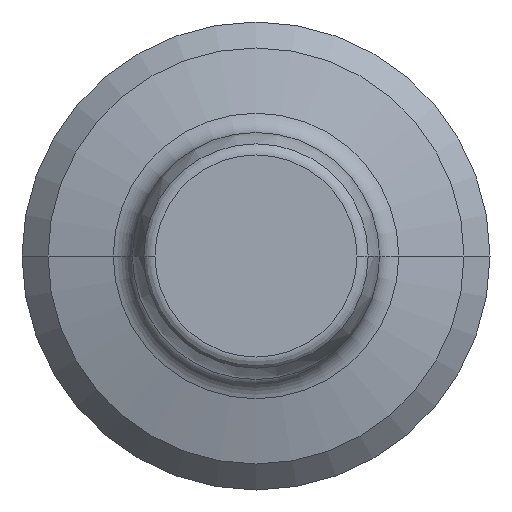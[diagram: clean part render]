
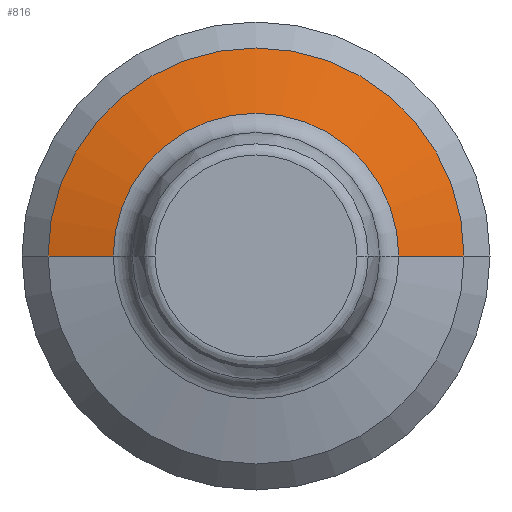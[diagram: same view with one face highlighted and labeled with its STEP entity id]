
A CAD part, front view. The second image highlights one B-rep face of the part: STEP entity #816.
In plain terms, the highlighted conical face has half-angle 75 degrees and reference radius 6.746 mm.
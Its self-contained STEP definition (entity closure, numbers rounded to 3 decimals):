
#282=CARTESIAN_POINT('',(0.,-2.309,0.));
#283=DIRECTION('',(0.,-1.,0.));
#284=DIRECTION('',(1.,0.,0.));
#285=AXIS2_PLACEMENT_3D('',#282,#283,#284);
#287=CARTESIAN_POINT('',(0.,-2.982,0.));
#288=DIRECTION('',(0.,-1.,0.));
#289=DIRECTION('',(1.,0.,0.));
#290=AXIS2_PLACEMENT_3D('',#287,#288,#289);
#292=DIRECTION('',(0.966,0.259,0.));
#293=VECTOR('',#292,2.597);
#294=CARTESIAN_POINT('',(5.491,-2.982,0.));
#295=LINE('',#294,#293);
#296=DIRECTION('',(-0.966,0.259,0.));
#297=VECTOR('',#296,2.597);
#298=CARTESIAN_POINT('',(-5.491,-2.982,0.));
#299=LINE('',#298,#297);
#412=CARTESIAN_POINT('',(5.491,-2.982,0.));
#413=VERTEX_POINT('',#412);
#414=CARTESIAN_POINT('',(8.,-2.309,0.));
#415=VERTEX_POINT('',#414);
#431=CARTESIAN_POINT('',(-5.491,-2.982,0.));
#432=VERTEX_POINT('',#431);
#433=CARTESIAN_POINT('',(-8.,-2.309,0.));
#434=VERTEX_POINT('',#433);
#802=CARTESIAN_POINT('',(0.,-2.645,0.));
#803=DIRECTION('',(0.,1.,0.));
#804=DIRECTION('',(1.,0.,0.));
#805=AXIS2_PLACEMENT_3D('',#802,#803,#804);
#806=CONICAL_SURFACE('',#805,6.746,75.);
#808=ORIENTED_EDGE('',*,*,#807,.F.);
#810=ORIENTED_EDGE('',*,*,#809,.T.);
#812=ORIENTED_EDGE('',*,*,#811,.T.);
#813=ORIENTED_EDGE('',*,*,#795,.F.);
#814=EDGE_LOOP('',(#808,#810,#812,#813));
#815=FACE_OUTER_BOUND('',#814,.F.);
#816=ADVANCED_FACE('',(#815),#806,.T.);
#286=CIRCLE('',#285,8.);
#291=CIRCLE('',#290,5.491);
#795=EDGE_CURVE('',#415,#434,#286,.T.);
#807=EDGE_CURVE('',#413,#415,#295,.T.);
#809=EDGE_CURVE('',#413,#432,#291,.T.);
#811=EDGE_CURVE('',#432,#434,#299,.T.);
